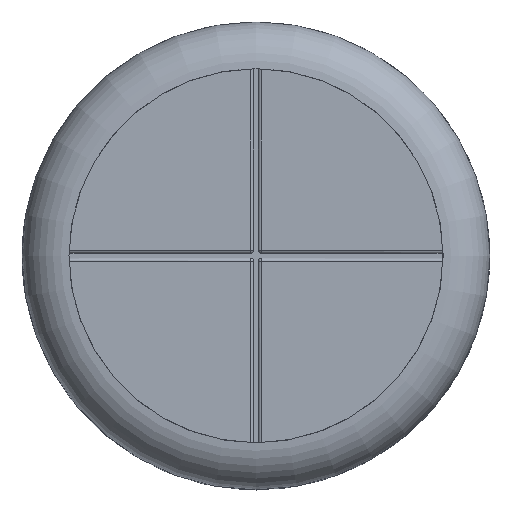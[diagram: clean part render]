
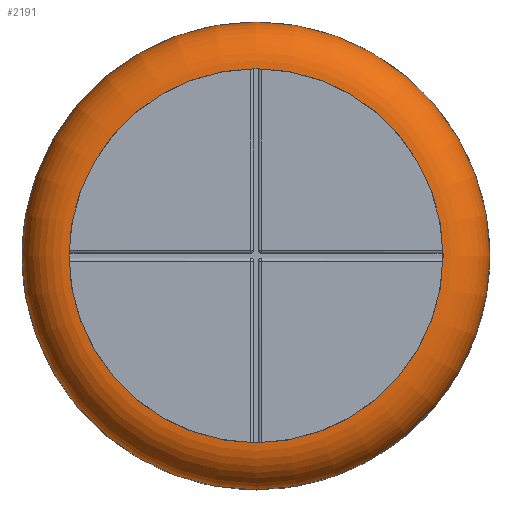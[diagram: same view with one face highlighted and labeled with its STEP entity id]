
A CAD part, top view. The second image highlights one B-rep face of the part: STEP entity #2191.
In plain terms, the highlighted toroidal (fillet/blend) face has major radius 14 mm and minor radius 3.5 mm.
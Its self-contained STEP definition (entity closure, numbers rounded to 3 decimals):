
#22=TOROIDAL_SURFACE('',#2399,14.,3.5);
#149=CIRCLE('',#2327,14.);
#165=CIRCLE('',#2365,17.5);
#183=CIRCLE('',#2400,3.5);
#352=FACE_OUTER_BOUND('',#475,.T.);
#475=EDGE_LOOP('',(#2001,#2002,#2003,#2004));
#987=VERTEX_POINT('',#3469);
#1030=VERTEX_POINT('',#3770);
#1263=EDGE_CURVE('',#987,#987,#149,.T.);
#1325=EDGE_CURVE('',#1030,#1030,#165,.T.);
#1374=EDGE_CURVE('',#987,#1030,#183,.T.);
#2001=ORIENTED_EDGE('',*,*,#1263,.T.);
#2002=ORIENTED_EDGE('',*,*,#1374,.T.);
#2003=ORIENTED_EDGE('',*,*,#1325,.T.);
#2004=ORIENTED_EDGE('',*,*,#1374,.F.);
#2191=ADVANCED_FACE('',(#352),#22,.T.);
#2327=AXIS2_PLACEMENT_3D('',#3470,#2799,#2800);
#2365=AXIS2_PLACEMENT_3D('',#3771,#2901,#2902);
#2399=AXIS2_PLACEMENT_3D('',#4073,#2980,#2981);
#2400=AXIS2_PLACEMENT_3D('',#4074,#2982,#2983);
#2799=DIRECTION('center_axis',(0.,0.,-1.));
#2800=DIRECTION('ref_axis',(1.,0.,0.));
#2901=DIRECTION('center_axis',(0.,0.,1.));
#2902=DIRECTION('ref_axis',(1.,0.,0.));
#2980=DIRECTION('center_axis',(0.,0.,1.));
#2981=DIRECTION('ref_axis',(1.,0.,0.));
#2982=DIRECTION('center_axis',(0.,-1.,0.));
#2983=DIRECTION('ref_axis',(-1.,0.,0.));
#3469=CARTESIAN_POINT('',(-14.,0.,25.));
#3470=CARTESIAN_POINT('Origin',(0.,0.,25.));
#3770=CARTESIAN_POINT('',(-17.5,0.,21.5));
#3771=CARTESIAN_POINT('Origin',(0.,0.,21.5));
#4073=CARTESIAN_POINT('Origin',(0.,0.,21.5));
#4074=CARTESIAN_POINT('Origin',(-14.,0.,21.5));
